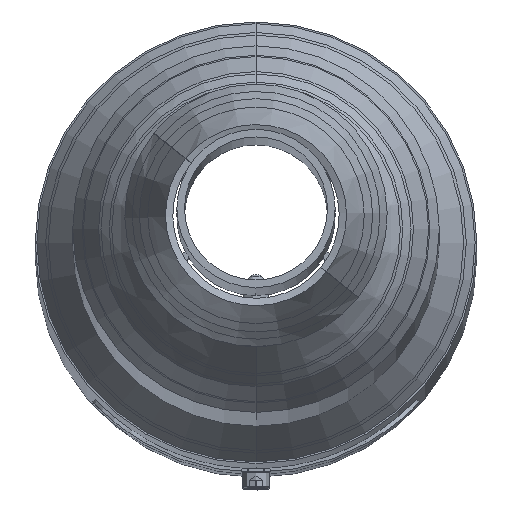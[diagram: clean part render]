
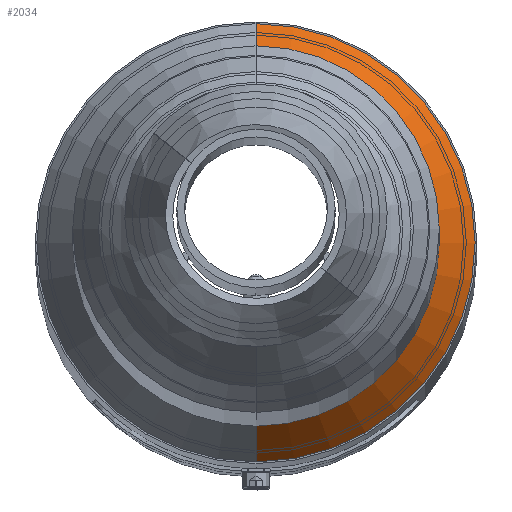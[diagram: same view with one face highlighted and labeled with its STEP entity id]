
A CAD part, top view. The second image highlights one B-rep face of the part: STEP entity #2034.
In plain terms, the highlighted conical face has half-angle 34.314 degrees and reference radius 69.85 mm.
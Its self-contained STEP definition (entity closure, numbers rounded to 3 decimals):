
#62 = EDGE_CURVE ( 'NONE', #5936, #2243, #8172, .T. ) ;
#256 = ORIENTED_EDGE ( 'NONE', *, *, #8219, .F. ) ;
#492 = ORIENTED_EDGE ( 'NONE', *, *, #7903, .T. ) ;
#646 = AXIS2_PLACEMENT_3D ( 'NONE', #5908, #1957, #7193 ) ;
#1217 = ORIENTED_EDGE ( 'NONE', *, *, #62, .T. ) ;
#1581 = AXIS2_PLACEMENT_3D ( 'NONE', #4614, #3423, #2624 ) ;
#1957 = DIRECTION ( 'NONE',  ( 0., -1., 0. ) ) ;
#2034 = ADVANCED_FACE ( 'NONE', ( #3166 ), #4318, .T. ) ;
#2243 = VERTEX_POINT ( 'NONE', #2426 ) ;
#2426 = CARTESIAN_POINT ( 'NONE',  ( 0., 20., 69.85 ) ) ;
#2624 = DIRECTION ( 'NONE',  ( 0., 0., 1. ) ) ;
#2984 = CARTESIAN_POINT ( 'NONE',  ( 0., 20., -69.85 ) ) ;
#3103 = VECTOR ( 'NONE', #7177, 1000. ) ;
#3134 = CARTESIAN_POINT ( 'NONE',  ( 0., 20., -69.85 ) ) ;
#3166 = FACE_OUTER_BOUND ( 'NONE', #4998, .T. ) ;
#3227 = CARTESIAN_POINT ( 'NONE',  ( 0., 0., 83.5 ) ) ;
#3297 = LINE ( 'NONE', #7229, #3103 ) ;
#3423 = DIRECTION ( 'NONE',  ( 0., 1., 0. ) ) ;
#3526 = VERTEX_POINT ( 'NONE', #3227 ) ;
#3621 = DIRECTION ( 'NONE',  ( 0., 0., -1. ) ) ;
#4318 = CONICAL_SURFACE ( 'NONE', #646, 69.85, 0.599 ) ;
#4421 = VECTOR ( 'NONE', #8299, 1000. ) ;
#4478 = AXIS2_PLACEMENT_3D ( 'NONE', #5084, #6994, #3621 ) ;
#4500 = VERTEX_POINT ( 'NONE', #5917 ) ;
#4614 = CARTESIAN_POINT ( 'NONE',  ( 0., 0., 0. ) ) ;
#4998 = EDGE_LOOP ( 'NONE', ( #1217, #7226, #492, #256 ) ) ;
#5084 = CARTESIAN_POINT ( 'NONE',  ( 0., 20., 0. ) ) ;
#5521 = EDGE_CURVE ( 'NONE', #2243, #3526, #3297, .T. ) ;
#5908 = CARTESIAN_POINT ( 'NONE',  ( 0., 20., 0. ) ) ;
#5917 = CARTESIAN_POINT ( 'NONE',  ( 0., 0., -83.5 ) ) ;
#5936 = VERTEX_POINT ( 'NONE', #3134 ) ;
#6777 = CIRCLE ( 'NONE', #1581, 83.5 ) ;
#6994 = DIRECTION ( 'NONE',  ( 0., -1., 0. ) ) ;
#7177 = DIRECTION ( 'NONE',  ( 0., -0.826, 0.564 ) ) ;
#7193 = DIRECTION ( 'NONE',  ( 0., 0., -1. ) ) ;
#7226 = ORIENTED_EDGE ( 'NONE', *, *, #5521, .T. ) ;
#7229 = CARTESIAN_POINT ( 'NONE',  ( 0., 20., 69.85 ) ) ;
#7903 = EDGE_CURVE ( 'NONE', #3526, #4500, #6777, .T. ) ;
#8172 = CIRCLE ( 'NONE', #4478, 69.85 ) ;
#8219 = EDGE_CURVE ( 'NONE', #5936, #4500, #8348, .T. ) ;
#8299 = DIRECTION ( 'NONE',  ( 0., -0.826, -0.564 ) ) ;
#8348 = LINE ( 'NONE', #2984, #4421 ) ;
